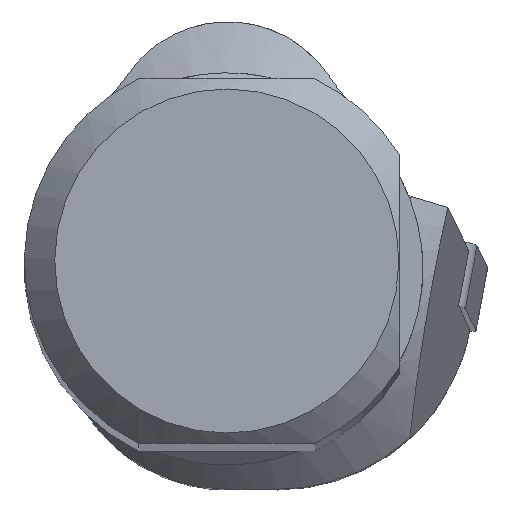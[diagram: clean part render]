
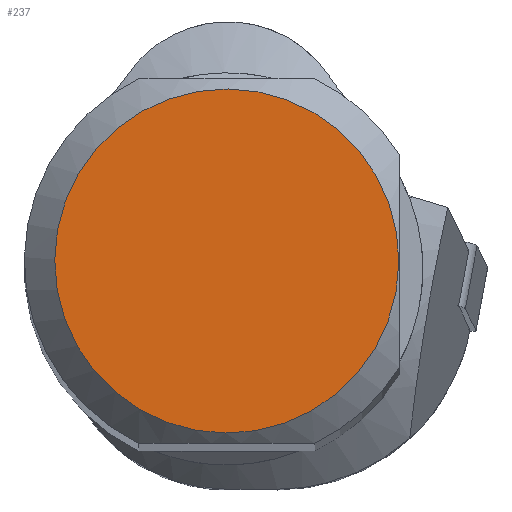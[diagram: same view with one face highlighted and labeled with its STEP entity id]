
A CAD part, top view. The second image highlights one B-rep face of the part: STEP entity #237.
In plain terms, the highlighted planar face has unit normal (0, 0, 1).
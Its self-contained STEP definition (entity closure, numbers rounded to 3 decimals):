
#174=FACE_OUTER_BOUND('',#499,.T.);
#237=ADVANCED_FACE('CU_SU_BP3',(#174),#287,.F.);
#287=PLANE('',#1356);
#499=EDGE_LOOP('',(#690));
#690=ORIENTED_EDGE('',*,*,#1067,.T.);
#940=VERTEX_POINT('',#2071);
#1067=EDGE_CURVE('',#940,#940,#1176,.T.);
#1176=CIRCLE('',#1342,8.491);
#1342=AXIS2_PLACEMENT_3D('',#2070,#1574,#1575);
#1356=AXIS2_PLACEMENT_3D('',#2158,#1610,#1611);
#1574=DIRECTION('',(0.,0.,1.));
#1575=DIRECTION('',(-0.983,0.181,0.));
#1610=DIRECTION('',(0.,0.,-1.));
#1611=DIRECTION('',(-0.983,0.181,0.));
#2070=CARTESIAN_POINT('',(0.,0.,
0.));
#2071=CARTESIAN_POINT('',(-8.35,1.54,0.));
#2158=CARTESIAN_POINT('',(-9.991,0.,0.));
